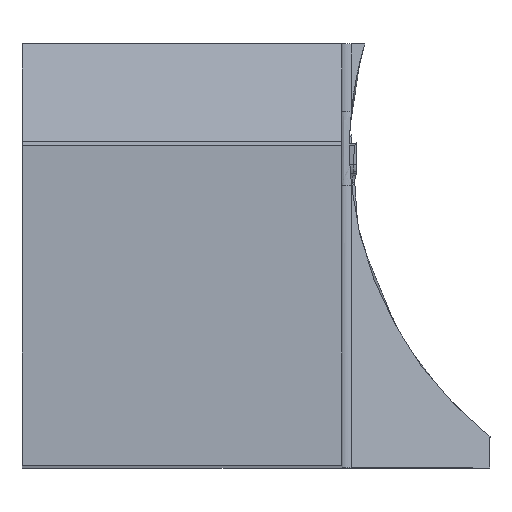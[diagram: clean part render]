
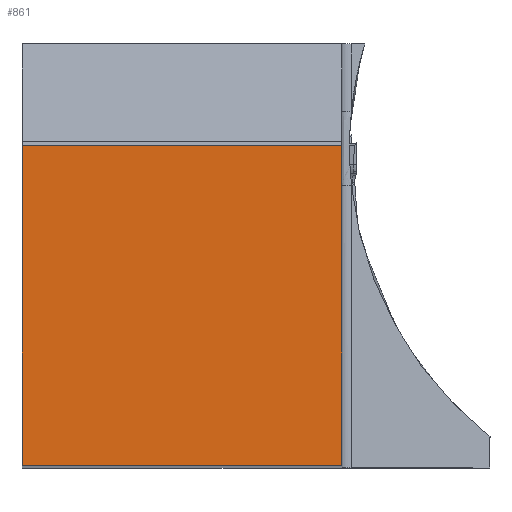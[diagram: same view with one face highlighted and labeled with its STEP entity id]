
A CAD part, top view. The second image highlights one B-rep face of the part: STEP entity #861.
In plain terms, the highlighted planar face has unit normal (0, 0, 1).
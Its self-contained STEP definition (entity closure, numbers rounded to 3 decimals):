
#153=PLANE('',#5696);
#861=ADVANCED_FACE('',(#1280),#153,.F.);
#1280=FACE_OUTER_BOUND('',#1609,.T.);
#1609=EDGE_LOOP('',(#3365,#3366,#3367,#3368));
#3365=ORIENTED_EDGE('',*,*,#4800,.T.);
#3366=ORIENTED_EDGE('',*,*,#4801,.T.);
#3367=ORIENTED_EDGE('',*,*,#4802,.F.);
#3368=ORIENTED_EDGE('',*,*,#4797,.F.);
#4030=VERTEX_POINT('',#11746);
#4031=VERTEX_POINT('',#11748);
#4032=VERTEX_POINT('',#11754);
#4033=VERTEX_POINT('',#11756);
#4797=EDGE_CURVE('',#4030,#4031,#5086,.T.);
#4800=EDGE_CURVE('',#4030,#4032,#5089,.T.);
#4801=EDGE_CURVE('',#4032,#4033,#5090,.T.);
#4802=EDGE_CURVE('',#4031,#4033,#5091,.T.);
#5086=LINE('',#11747,#5346);
#5089=LINE('',#11753,#5349);
#5090=LINE('',#11755,#5350);
#5091=LINE('',#11757,#5351);
#5346=VECTOR('',#6571,1.);
#5349=VECTOR('',#6578,1.);
#5350=VECTOR('',#6579,1.);
#5351=VECTOR('',#6580,1.);
#5696=AXIS2_PLACEMENT_3D('',#11758,#6581,#6582);
#6571=DIRECTION('',(-1.,0.,0.));
#6578=DIRECTION('',(0.,1.,0.));
#6579=DIRECTION('',(-1.,0.,0.));
#6580=DIRECTION('',(0.,1.,0.));
#6581=DIRECTION('',(0.,0.,-1.));
#6582=DIRECTION('',(-1.,0.,0.));
#11746=CARTESIAN_POINT('',(24.9,0.,0.));
#11747=CARTESIAN_POINT('',(0.,0.,0.));
#11748=CARTESIAN_POINT('',(0.,0.,0.));
#11753=CARTESIAN_POINT('',(24.9,40.,0.));
#11754=CARTESIAN_POINT('',(24.9,24.9,0.));
#11755=CARTESIAN_POINT('',(0.,24.9,0.));
#11756=CARTESIAN_POINT('',(0.,24.9,0.));
#11757=CARTESIAN_POINT('',(0.,40.,0.));
#11758=CARTESIAN_POINT('',(0.,24.9,0.));
